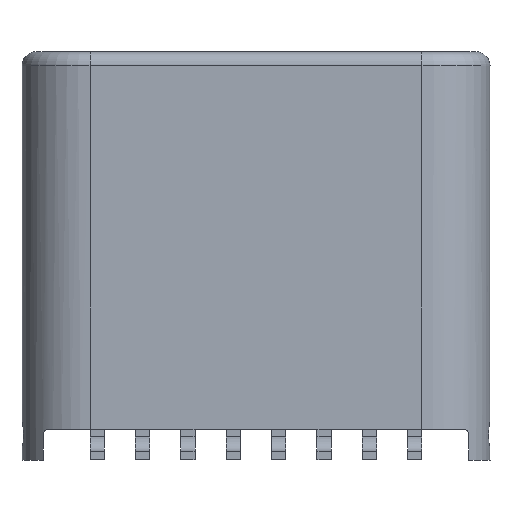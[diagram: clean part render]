
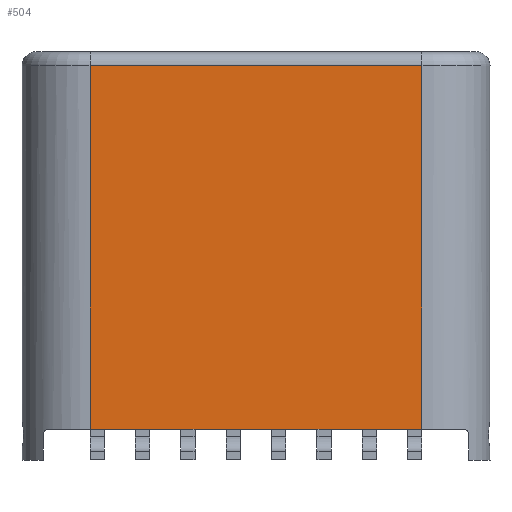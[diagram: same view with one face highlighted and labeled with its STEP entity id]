
A CAD part, left-side view. The second image highlights one B-rep face of the part: STEP entity #504.
In plain terms, the highlighted planar face has unit normal (-1, 0, 0).
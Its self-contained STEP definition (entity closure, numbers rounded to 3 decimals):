
#50 = VERTEX_POINT('',#51);
#51 = CARTESIAN_POINT('',(-1.2,2.925,6.95));
#58 = EDGE_CURVE('',#59,#50,#61,.T.);
#59 = VERTEX_POINT('',#60);
#60 = CARTESIAN_POINT('',(-1.2,2.925,0.55));
#61 = LINE('',#62,#63);
#62 = CARTESIAN_POINT('',(-1.2,2.925,0.));
#63 = VECTOR('',#64,1.);
#64 = DIRECTION('',(0.,0.,1.));
#504 = ADVANCED_FACE('',(#505),#642,.F.);
#505 = FACE_BOUND('',#506,.F.);
#506 = EDGE_LOOP('',(#507,#517,#525,#533,#541,#549,#557,#565,#573,#581,
    #589,#597,#605,#613,#621,#627,#628,#636));
#507 = ORIENTED_EDGE('',*,*,#508,.T.);
#508 = EDGE_CURVE('',#509,#511,#513,.T.);
#509 = VERTEX_POINT('',#510);
#510 = CARTESIAN_POINT('',(-1.2,-2.925,0.55));
#511 = VERTEX_POINT('',#512);
#512 = CARTESIAN_POINT('',(-1.2,-2.675,0.55));
#513 = LINE('',#514,#515);
#514 = CARTESIAN_POINT('',(-1.2,-3.65,0.55));
#515 = VECTOR('',#516,1.);
#516 = DIRECTION('',(0.,1.,0.));
#517 = ORIENTED_EDGE('',*,*,#518,.T.);
#518 = EDGE_CURVE('',#511,#519,#521,.T.);
#519 = VERTEX_POINT('',#520);
#520 = CARTESIAN_POINT('',(-1.2,-2.125,0.55));
#521 = LINE('',#522,#523);
#522 = CARTESIAN_POINT('',(-1.2,-3.65,0.55));
#523 = VECTOR('',#524,1.);
#524 = DIRECTION('',(0.,1.,0.));
#525 = ORIENTED_EDGE('',*,*,#526,.T.);
#526 = EDGE_CURVE('',#519,#527,#529,.T.);
#527 = VERTEX_POINT('',#528);
#528 = CARTESIAN_POINT('',(-1.2,-1.875,0.55));
#529 = LINE('',#530,#531);
#530 = CARTESIAN_POINT('',(-1.2,-3.65,0.55));
#531 = VECTOR('',#532,1.);
#532 = DIRECTION('',(0.,1.,0.));
#533 = ORIENTED_EDGE('',*,*,#534,.T.);
#534 = EDGE_CURVE('',#527,#535,#537,.T.);
#535 = VERTEX_POINT('',#536);
#536 = CARTESIAN_POINT('',(-1.2,-1.325,0.55));
#537 = LINE('',#538,#539);
#538 = CARTESIAN_POINT('',(-1.2,-3.65,0.55));
#539 = VECTOR('',#540,1.);
#540 = DIRECTION('',(0.,1.,0.));
#541 = ORIENTED_EDGE('',*,*,#542,.T.);
#542 = EDGE_CURVE('',#535,#543,#545,.T.);
#543 = VERTEX_POINT('',#544);
#544 = CARTESIAN_POINT('',(-1.2,-1.075,0.55));
#545 = LINE('',#546,#547);
#546 = CARTESIAN_POINT('',(-1.2,-3.65,0.55));
#547 = VECTOR('',#548,1.);
#548 = DIRECTION('',(0.,1.,0.));
#549 = ORIENTED_EDGE('',*,*,#550,.T.);
#550 = EDGE_CURVE('',#543,#551,#553,.T.);
#551 = VERTEX_POINT('',#552);
#552 = CARTESIAN_POINT('',(-1.2,-0.525,0.55));
#553 = LINE('',#554,#555);
#554 = CARTESIAN_POINT('',(-1.2,-3.65,0.55));
#555 = VECTOR('',#556,1.);
#556 = DIRECTION('',(0.,1.,0.));
#557 = ORIENTED_EDGE('',*,*,#558,.T.);
#558 = EDGE_CURVE('',#551,#559,#561,.T.);
#559 = VERTEX_POINT('',#560);
#560 = CARTESIAN_POINT('',(-1.2,-0.275,0.55));
#561 = LINE('',#562,#563);
#562 = CARTESIAN_POINT('',(-1.2,-3.65,0.55));
#563 = VECTOR('',#564,1.);
#564 = DIRECTION('',(0.,1.,0.));
#565 = ORIENTED_EDGE('',*,*,#566,.T.);
#566 = EDGE_CURVE('',#559,#567,#569,.T.);
#567 = VERTEX_POINT('',#568);
#568 = CARTESIAN_POINT('',(-1.2,0.275,0.55));
#569 = LINE('',#570,#571);
#570 = CARTESIAN_POINT('',(-1.2,-3.65,0.55));
#571 = VECTOR('',#572,1.);
#572 = DIRECTION('',(0.,1.,0.));
#573 = ORIENTED_EDGE('',*,*,#574,.T.);
#574 = EDGE_CURVE('',#567,#575,#577,.T.);
#575 = VERTEX_POINT('',#576);
#576 = CARTESIAN_POINT('',(-1.2,0.525,0.55));
#577 = LINE('',#578,#579);
#578 = CARTESIAN_POINT('',(-1.2,-3.65,0.55));
#579 = VECTOR('',#580,1.);
#580 = DIRECTION('',(0.,1.,0.));
#581 = ORIENTED_EDGE('',*,*,#582,.T.);
#582 = EDGE_CURVE('',#575,#583,#585,.T.);
#583 = VERTEX_POINT('',#584);
#584 = CARTESIAN_POINT('',(-1.2,1.075,0.55));
#585 = LINE('',#586,#587);
#586 = CARTESIAN_POINT('',(-1.2,-3.65,0.55));
#587 = VECTOR('',#588,1.);
#588 = DIRECTION('',(0.,1.,0.));
#589 = ORIENTED_EDGE('',*,*,#590,.T.);
#590 = EDGE_CURVE('',#583,#591,#593,.T.);
#591 = VERTEX_POINT('',#592);
#592 = CARTESIAN_POINT('',(-1.2,1.325,0.55));
#593 = LINE('',#594,#595);
#594 = CARTESIAN_POINT('',(-1.2,-3.65,0.55));
#595 = VECTOR('',#596,1.);
#596 = DIRECTION('',(0.,1.,0.));
#597 = ORIENTED_EDGE('',*,*,#598,.T.);
#598 = EDGE_CURVE('',#591,#599,#601,.T.);
#599 = VERTEX_POINT('',#600);
#600 = CARTESIAN_POINT('',(-1.2,1.875,0.55));
#601 = LINE('',#602,#603);
#602 = CARTESIAN_POINT('',(-1.2,-3.65,0.55));
#603 = VECTOR('',#604,1.);
#604 = DIRECTION('',(0.,1.,0.));
#605 = ORIENTED_EDGE('',*,*,#606,.T.);
#606 = EDGE_CURVE('',#599,#607,#609,.T.);
#607 = VERTEX_POINT('',#608);
#608 = CARTESIAN_POINT('',(-1.2,2.125,0.55));
#609 = LINE('',#610,#611);
#610 = CARTESIAN_POINT('',(-1.2,-3.65,0.55));
#611 = VECTOR('',#612,1.);
#612 = DIRECTION('',(0.,1.,0.));
#613 = ORIENTED_EDGE('',*,*,#614,.T.);
#614 = EDGE_CURVE('',#607,#615,#617,.T.);
#615 = VERTEX_POINT('',#616);
#616 = CARTESIAN_POINT('',(-1.2,2.675,0.55));
#617 = LINE('',#618,#619);
#618 = CARTESIAN_POINT('',(-1.2,-3.65,0.55));
#619 = VECTOR('',#620,1.);
#620 = DIRECTION('',(0.,1.,0.));
#621 = ORIENTED_EDGE('',*,*,#622,.T.);
#622 = EDGE_CURVE('',#615,#59,#623,.T.);
#623 = LINE('',#624,#625);
#624 = CARTESIAN_POINT('',(-1.2,-3.65,0.55));
#625 = VECTOR('',#626,1.);
#626 = DIRECTION('',(0.,1.,0.));
#627 = ORIENTED_EDGE('',*,*,#58,.T.);
#628 = ORIENTED_EDGE('',*,*,#629,.T.);
#629 = EDGE_CURVE('',#50,#630,#632,.T.);
#630 = VERTEX_POINT('',#631);
#631 = CARTESIAN_POINT('',(-1.2,-2.925,6.95));
#632 = LINE('',#633,#634);
#633 = CARTESIAN_POINT('',(-1.2,2.925,6.95));
#634 = VECTOR('',#635,1.);
#635 = DIRECTION('',(0.,-1.,0.));
#636 = ORIENTED_EDGE('',*,*,#637,.F.);
#637 = EDGE_CURVE('',#509,#630,#638,.T.);
#638 = LINE('',#639,#640);
#639 = CARTESIAN_POINT('',(-1.2,-2.925,0.));
#640 = VECTOR('',#641,1.);
#641 = DIRECTION('',(0.,0.,1.));
#642 = PLANE('',#643);
#643 = AXIS2_PLACEMENT_3D('',#644,#645,#646);
#644 = CARTESIAN_POINT('',(-1.2,2.925,0.));
#645 = DIRECTION('',(1.,0.,0.));
#646 = DIRECTION('',(0.,-1.,0.));
